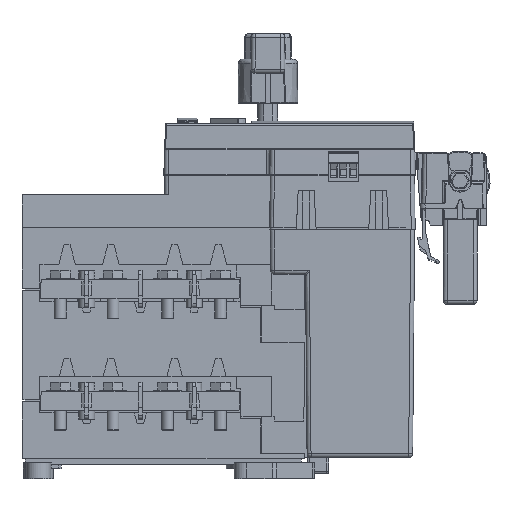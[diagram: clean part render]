
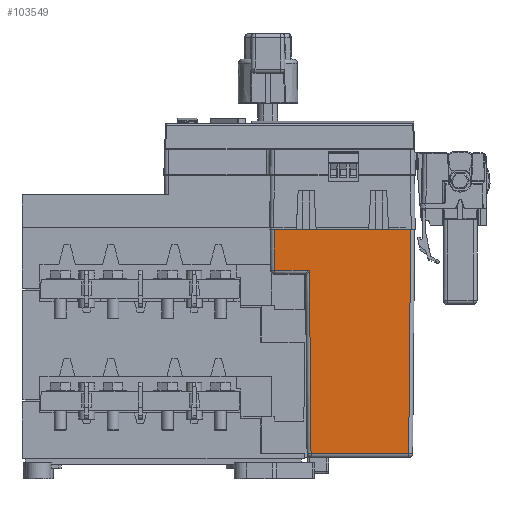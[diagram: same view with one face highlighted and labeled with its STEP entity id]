
A CAD part, front view. The second image highlights one B-rep face of the part: STEP entity #103549.
In plain terms, the highlighted planar face has unit normal (0, 1, 0.009).
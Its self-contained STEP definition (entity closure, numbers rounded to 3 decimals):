
#25107=DIRECTION('',(1.,0.,0.));
#25108=VECTOR('',#25107,49.036);
#25109=CARTESIAN_POINT('',(144.968,-107.454,
-130.017));
#25110=LINE('',#25109,#25108);
#25157=DIRECTION('',(0.009,0.009,-1.));
#25158=VECTOR('',#25157,92.007);
#25159=CARTESIAN_POINT('',(144.165,-108.257,
-38.017));
#25160=LINE('',#25159,#25158);
#25164=DIRECTION('',(0.009,-0.009,1.));
#25165=VECTOR('',#25164,112.526);
#25166=CARTESIAN_POINT('',(194.005,-107.454,
-130.017));
#25167=LINE('',#25166,#25165);
#25171=DIRECTION('',(-1.,0.,0.));
#25172=VECTOR('',#25171,11.05);
#25173=CARTESIAN_POINT('',(137.536,-108.436,
-17.5));
#25174=LINE('',#25173,#25172);
#25178=DIRECTION('',(0.009,0.009,-1.));
#25179=VECTOR('',#25178,20.519);
#25180=CARTESIAN_POINT('',(126.486,-108.436,
-17.5));
#25181=LINE('',#25180,#25179);
#25185=DIRECTION('',(1.,0.,0.));
#25186=VECTOR('',#25185,11.05);
#25187=CARTESIAN_POINT('',(183.936,-108.436,
-17.5));
#25188=LINE('',#25187,#25186);
#54012=DIRECTION('',(-1.,0.,0.));
#54013=VECTOR('',#54012,10.);
#54014=CARTESIAN_POINT('',(147.536,-108.436,
-17.5));
#54015=LINE('',#54014,#54013);
#54166=DIRECTION('',(1.,0.,0.));
#54167=VECTOR('',#54166,26.4);
#54168=CARTESIAN_POINT('',(147.536,-108.436,
-17.5));
#54169=LINE('',#54168,#54167);
#54217=DIRECTION('',(-1.,0.,0.));
#54218=VECTOR('',#54217,10.);
#54219=CARTESIAN_POINT('',(183.936,-108.436,
-17.5));
#54220=LINE('',#54219,#54218);
#54631=DIRECTION('',(1.,0.,0.));
#54632=VECTOR('',#54631,17.5);
#54633=CARTESIAN_POINT('',(126.665,-108.257,
-38.017));
#54634=LINE('',#54633,#54632);
#88758=CARTESIAN_POINT('',(194.005,-107.454,
-130.017));
#88759=CARTESIAN_POINT('',(194.986,-108.436,
-17.5));
#88760=VERTEX_POINT('',#88758);
#88761=VERTEX_POINT('',#88759);
#88762=CARTESIAN_POINT('',(144.165,-108.257,
-38.017));
#88763=CARTESIAN_POINT('',(144.968,-107.454,
-130.017));
#88764=VERTEX_POINT('',#88762);
#88765=VERTEX_POINT('',#88763);
#88766=CARTESIAN_POINT('',(126.665,-108.257,
-38.017));
#88767=VERTEX_POINT('',#88766);
#88768=CARTESIAN_POINT('',(126.486,-108.436,
-17.5));
#88769=VERTEX_POINT('',#88768);
#88770=CARTESIAN_POINT('',(147.536,-108.436,
-17.5));
#88771=CARTESIAN_POINT('',(137.536,-108.436,
-17.5));
#88772=VERTEX_POINT('',#88770);
#88773=VERTEX_POINT('',#88771);
#88774=CARTESIAN_POINT('',(183.936,-108.436,
-17.5));
#88775=CARTESIAN_POINT('',(173.936,-108.436,
-17.5));
#88776=VERTEX_POINT('',#88774);
#88777=VERTEX_POINT('',#88775);
#103526=CARTESIAN_POINT('',(160.736,-107.945,
-73.759));
#103527=DIRECTION('',(0.,1.,0.009));
#103528=DIRECTION('',(0.,-0.009,1.));
#103529=AXIS2_PLACEMENT_3D('',#103526,#103527,#103528);
#103530=PLANE('',#103529);
#103531=ORIENTED_EDGE('',*,*,#103466,.T.);
#103532=ORIENTED_EDGE('',*,*,#103491,.T.);
#103533=ORIENTED_EDGE('',*,*,#103516,.T.);
#103535=ORIENTED_EDGE('',*,*,#103534,.F.);
#103537=ORIENTED_EDGE('',*,*,#103536,.T.);
#103539=ORIENTED_EDGE('',*,*,#103538,.F.);
#103541=ORIENTED_EDGE('',*,*,#103540,.T.);
#103542=ORIENTED_EDGE('',*,*,#103151,.T.);
#103544=ORIENTED_EDGE('',*,*,#103543,.T.);
#103546=ORIENTED_EDGE('',*,*,#103545,.T.);
#103547=EDGE_LOOP('',(#103531,#103532,#103533,#103535,#103537,#103539,#103541,
#103542,#103544,#103546));
#103548=FACE_OUTER_BOUND('',#103547,.F.);
#103151=EDGE_CURVE('',#88773,#88769,#25174,.T.);
#103466=EDGE_CURVE('',#88764,#88765,#25160,.T.);
#103491=EDGE_CURVE('',#88765,#88760,#25110,.T.);
#103516=EDGE_CURVE('',#88760,#88761,#25167,.T.);
#103534=EDGE_CURVE('',#88776,#88761,#25188,.T.);
#103536=EDGE_CURVE('',#88776,#88777,#54220,.T.);
#103538=EDGE_CURVE('',#88772,#88777,#54169,.T.);
#103540=EDGE_CURVE('',#88772,#88773,#54015,.T.);
#103543=EDGE_CURVE('',#88769,#88767,#25181,.T.);
#103545=EDGE_CURVE('',#88767,#88764,#54634,.T.);
#103549=ADVANCED_FACE('',(#103548),#103530,.T.);
